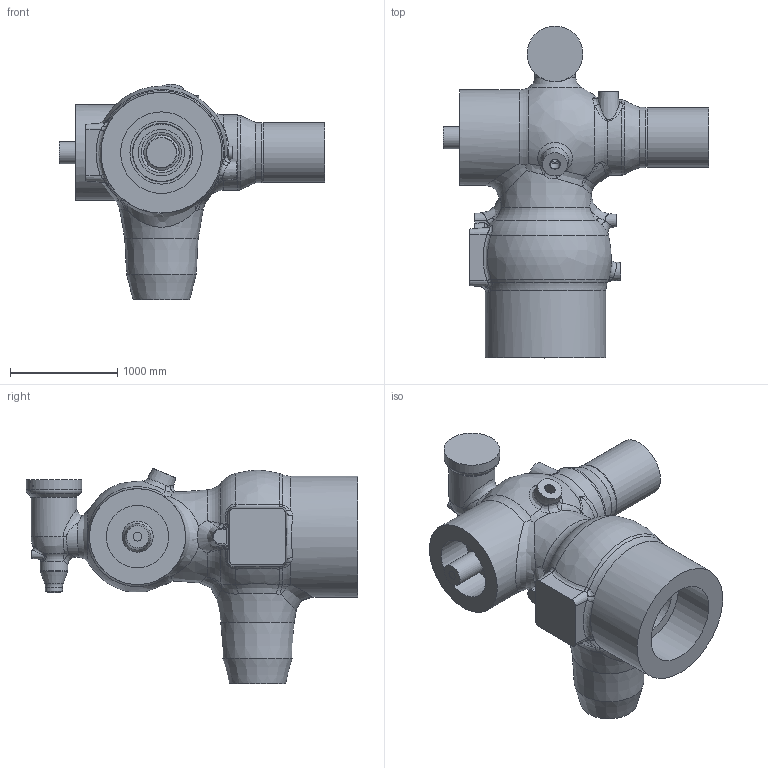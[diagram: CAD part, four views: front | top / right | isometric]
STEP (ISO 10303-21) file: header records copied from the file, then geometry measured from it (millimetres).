
FILE_DESCRIPTION(/* description */ (''),/* implementation_level */ '2;1');
FILE_NAME(/* name */ 'steam_valve_modified.stp',/* time_stamp */ '2024-05-16T13:14:53+08:00',/* author */ (''),/* organization */ (''),/* preprocessor_version */ 'ST-DEVELOPER v11',/* originating_system */ 'SIEMENS PLM Software NX 7.5',/* authorisation */ '');
FILE_SCHEMA (('CONFIG_CONTROL_DESIGN'));
Length unit declared in the file: millimetre
Products named in the file (1): DR96A.30.41-1_1_-assm_stp.modified
Bounding box: 2475 x 3098 x 2010.3 mm (x, y, z)
Volume: 2388607488.9 mm3; surface area: 30796578.7 mm2
Topology: 4 solids, 20 shells, 458 faces, 1125 edges, 689 vertices
Faces by surface type: bspline 144, cylinder 118, plane 86, cone 63, torus 45, sphere 2
Full cylindrical faces by diameter (mm): 12 x4, 60 x3, 62 x2, 93.5 x1, 160 x1, 163 x1, 180 x2, 209.7 x1, 225 x1, 260 x1, 269 x1, 271 x1, 274 x1, 279.35 x1, 285 x1, 318 x1, 330 x1, 397 x1, 399 x4, 401 x1, 402 x1, 412 x1, 430 x1, 432 x1, 446 x2, 450 x1, 451 x1, 520 x1, 544 x1, 555 x1
Entity records: 25222 total; most frequent: CARTESIAN_POINT 16171, ORIENTED_EDGE 1880, DIRECTION 1712, EDGE_CURVE 940, AXIS2_PLACEMENT_3D 796, VERTEX_POINT 640, EDGE_LOOP 609, CIRCLE 478
